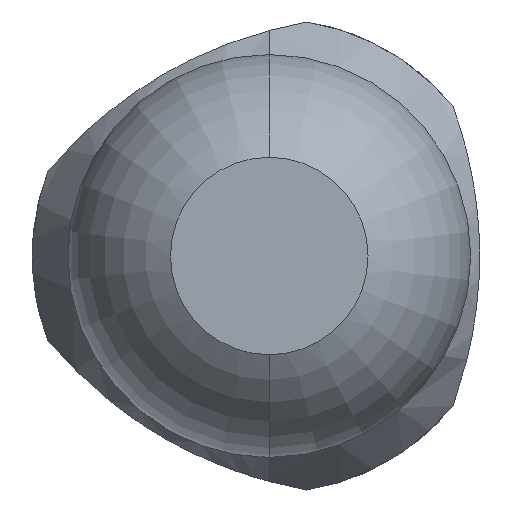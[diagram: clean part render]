
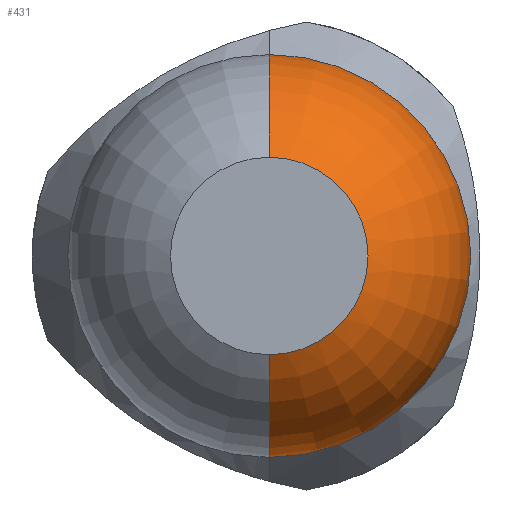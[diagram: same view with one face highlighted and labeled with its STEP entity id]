
A CAD part, front view. The second image highlights one B-rep face of the part: STEP entity #431.
In plain terms, the highlighted toroidal (fillet/blend) face has major radius 0.01 mm and minor radius 0.5 mm.
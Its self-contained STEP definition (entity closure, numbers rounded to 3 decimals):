
#7 = FACE_OUTER_BOUND ( 'NONE', #565, .T. ) ;
#259 = CIRCLE ( 'NONE', #3403, 0.5 ) ;
#270 = CIRCLE ( 'NONE', #1223, 0.5 ) ;
#319 = DIRECTION ( 'NONE',  ( 0., 1., 0. ) ) ;
#378 = AXIS2_PLACEMENT_3D ( 'NONE', #2470, #3650, #3344 ) ;
#406 = CARTESIAN_POINT ( 'NONE',  ( 0., -26.961, -0.51 ) ) ;
#431 = ADVANCED_FACE ( 'Defeature ausgef�hrt1_5', ( #7 ), #3872, .T. ) ;
#565 = EDGE_LOOP ( 'NONE', ( #977, #2413, #1801, #1395 ) ) ;
#573 = CARTESIAN_POINT ( 'NONE',  ( 0., -26.961, 0.01 ) ) ;
#593 = DIRECTION ( 'NONE',  ( 0., 0., 1. ) ) ;
#702 = EDGE_CURVE ( 'Defeature ausgef�hrt1_6+Defeature ausgef�hrt1_5+Defeature ausgef�hrt1_5+Defeature ausgef�hrt1_5', #3706, #2963, #2225, .T. ) ;
#768 = CARTESIAN_POINT ( 'NONE',  ( 0., -26.961, 0.51 ) ) ;
#844 = DIRECTION ( 'NONE',  ( 0., 0., 1. ) ) ;
#977 = ORIENTED_EDGE ( 'NONE', *, *, #3397, .F. ) ;
#1223 = AXIS2_PLACEMENT_3D ( 'NONE', #573, #3258, #844 ) ;
#1227 = EDGE_CURVE ( 'NONE', #2313, #2963, #259, .T. ) ;
#1395 = ORIENTED_EDGE ( 'NONE', *, *, #2041, .F. ) ;
#1409 = CARTESIAN_POINT ( 'NONE',  ( 0., -26.961, 0. ) ) ;
#1569 = CARTESIAN_POINT ( 'NONE',  ( 0., -27.4, -0.25 ) ) ;
#1711 = DIRECTION ( 'NONE',  ( 0., 0., 1. ) ) ;
#1766 = VERTEX_POINT ( 'NONE', #2001 ) ;
#1801 = ORIENTED_EDGE ( 'NONE', *, *, #702, .F. ) ;
#1921 = AXIS2_PLACEMENT_3D ( 'NONE', #1409, #3537, #1711 ) ;
#2001 = CARTESIAN_POINT ( 'NONE',  ( 0., -27.4, 0.25 ) ) ;
#2041 = EDGE_CURVE ( 'NONE', #1766, #3706, #270, .T. ) ;
#2222 = DIRECTION ( 'NONE',  ( 1., 0., 0. ) ) ;
#2225 = CIRCLE ( 'NONE', #1921, 0.51 ) ;
#2313 = VERTEX_POINT ( 'NONE', #1569 ) ;
#2413 = ORIENTED_EDGE ( 'NONE', *, *, #1227, .T. ) ;
#2470 = CARTESIAN_POINT ( 'NONE',  ( 0., -27.4, 0. ) ) ;
#2678 = CIRCLE ( 'NONE', #378, 0.25 ) ;
#2963 = VERTEX_POINT ( 'NONE', #406 ) ;
#3129 = DIRECTION ( 'NONE',  ( 0., 0., -1. ) ) ;
#3162 = CARTESIAN_POINT ( 'NONE',  ( 0., -26.961, -0.01 ) ) ;
#3258 = DIRECTION ( 'NONE',  ( -1., 0., 0. ) ) ;
#3344 = DIRECTION ( 'NONE',  ( 0., 0., -1. ) ) ;
#3397 = EDGE_CURVE ( 'Defeature ausgef�hrt1_15+Defeature ausgef�hrt1_5+Defeature ausgef�hrt1_5+Defeature ausgef�hrt1_5', #2313, #1766, #2678, .T. ) ;
#3403 = AXIS2_PLACEMENT_3D ( 'NONE', #3162, #2222, #3129 ) ;
#3537 = DIRECTION ( 'NONE',  ( 0., 1., 0. ) ) ;
#3636 = CARTESIAN_POINT ( 'NONE',  ( 0., -26.961, 0. ) ) ;
#3650 = DIRECTION ( 'NONE',  ( 0., -1., 0. ) ) ;
#3706 = VERTEX_POINT ( 'NONE', #768 ) ;
#3793 = AXIS2_PLACEMENT_3D ( 'NONE', #3636, #319, #593 ) ;
#3872 = TOROIDAL_SURFACE ( 'NONE', #3793, 0.01, 0.5 ) ;
